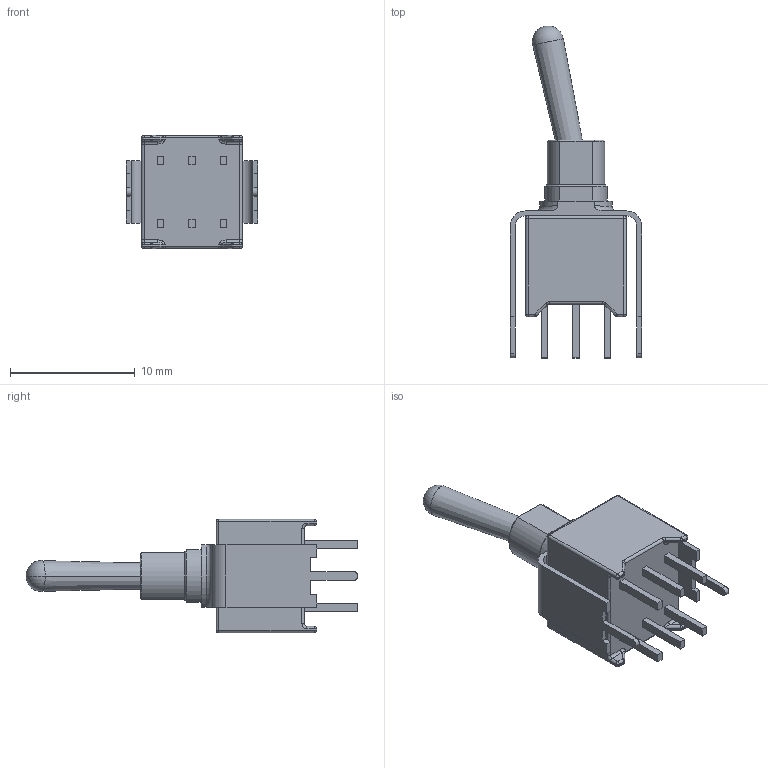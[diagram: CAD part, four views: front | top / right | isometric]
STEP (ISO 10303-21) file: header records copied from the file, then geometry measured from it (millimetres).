
FILE_DESCRIPTION (( 'STEP AP203' ), '1' );
FILE_NAME ('TL49P0 with bracket Double pole Long Lever.STEP', '2022-09-11T23:49:19', ( '' ), ( '' ), 'SwSTEP 2.0', 'SolidWorks 2020', '' );
FILE_SCHEMA (( 'CONFIG_CONTROL_DESIGN' ));
Length unit declared in the file: millimetre
Products named in the file (1): TL49P0 with bracket Double pole Long Lever
Bounding box: 10.56 x 26.66 x 9.1 mm (x, y, z)
Volume: 706.8 mm3; surface area: 871.4 mm2
Topology: 1 solids, 1 shells, 225 faces, 544 edges, 305 vertices
Faces by surface type: plane 89, cylinder 71, sphere 28, torus 25, bspline 6, cone 6
Entity records: 6428 total; most frequent: CARTESIAN_POINT 1243, DIRECTION 1127, ORIENTED_EDGE 1030, EDGE_CURVE 515, AXIS2_PLACEMENT_3D 416, VERTEX_POINT 302, VECTOR 295, LINE 295
